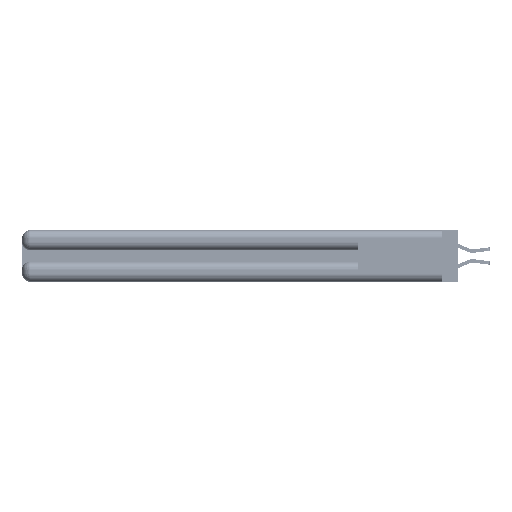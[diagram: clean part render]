
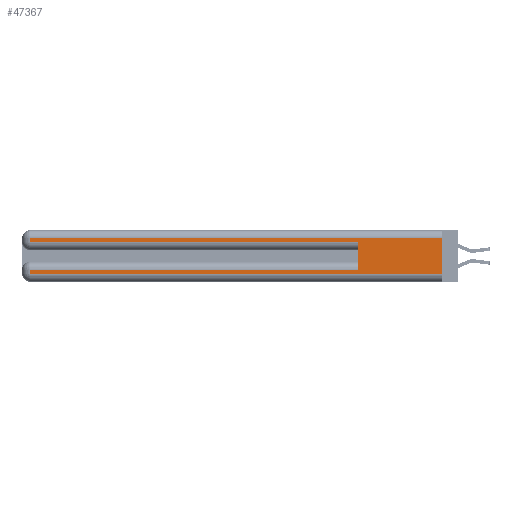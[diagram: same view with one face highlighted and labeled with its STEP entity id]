
A CAD part, left-side view. The second image highlights one B-rep face of the part: STEP entity #47367.
In plain terms, the highlighted planar face has unit normal (-1, 0, 0).
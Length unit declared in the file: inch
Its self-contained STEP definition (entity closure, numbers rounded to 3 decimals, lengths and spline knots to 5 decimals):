
#692 = VECTOR ( 'NONE', #35913, 39.37008 ) ;
#732 = EDGE_LOOP ( 'NONE', ( #50481, #8581, #38136, #45789, #27670, #10991, #14014, #44159 ) ) ;
#1098 = EDGE_CURVE ( 'NONE', #15336, #38834, #29612, .T. ) ;
#1110 = DIRECTION ( 'NONE',  ( 0., 0., -1. ) ) ;
#1238 = VERTEX_POINT ( 'NONE', #24970 ) ;
#2658 = VECTOR ( 'NONE', #41572, 39.37008 ) ;
#3660 = VERTEX_POINT ( 'NONE', #44328 ) ;
#3734 = AXIS2_PLACEMENT_3D ( 'NONE', #38016, #5878, #9725 ) ;
#5878 = DIRECTION ( 'NONE',  ( 1., 0., 0. ) ) ;
#8413 = LINE ( 'NONE', #25302, #18398 ) ;
#8581 = ORIENTED_EDGE ( 'NONE', *, *, #29034, .T. ) ;
#8779 = VERTEX_POINT ( 'NONE', #14554 ) ;
#9725 = DIRECTION ( 'NONE',  ( 0., 0., -1. ) ) ;
#10241 = PLANE ( 'NONE',  #3734 ) ;
#10657 = VECTOR ( 'NONE', #29128, 39.37008 ) ;
#10926 = VECTOR ( 'NONE', #49263, 39.37008 ) ;
#10991 = ORIENTED_EDGE ( 'NONE', *, *, #1098, .T. ) ;
#14014 = ORIENTED_EDGE ( 'NONE', *, *, #16158, .T. ) ;
#14197 = CARTESIAN_POINT ( 'NONE',  ( 0., 0.6, 0.285 ) ) ;
#14554 = CARTESIAN_POINT ( 'NONE',  ( 0., 2.94, 0.285 ) ) ;
#15171 = EDGE_CURVE ( 'NONE', #1238, #44053, #23207, .T. ) ;
#15336 = VERTEX_POINT ( 'NONE', #34926 ) ;
#16158 = EDGE_CURVE ( 'NONE', #38834, #1238, #34922, .T. ) ;
#16227 = CARTESIAN_POINT ( 'NONE',  ( 0., 0., 0.31 ) ) ;
#16456 = EDGE_CURVE ( 'NONE', #8779, #40981, #26864, .T. ) ;
#16521 = CARTESIAN_POINT ( 'NONE',  ( 0., 0.6, 0.145 ) ) ;
#17766 = FACE_OUTER_BOUND ( 'NONE', #732, .T. ) ;
#18398 = VECTOR ( 'NONE', #41450, 39.37008 ) ;
#18658 = VERTEX_POINT ( 'NONE', #31059 ) ;
#20595 = CARTESIAN_POINT ( 'NONE',  ( 0., 2.94, 0.085 ) ) ;
#20745 = DIRECTION ( 'NONE',  ( 0., 1., 0. ) ) ;
#23207 = LINE ( 'NONE', #25756, #2658 ) ;
#24970 = CARTESIAN_POINT ( 'NONE',  ( 0., 2.94, 0.06 ) ) ;
#25302 = CARTESIAN_POINT ( 'NONE',  ( 0., 2.94, 0.37 ) ) ;
#25311 = CARTESIAN_POINT ( 'NONE',  ( 0., 0., 0.37 ) ) ;
#25756 = CARTESIAN_POINT ( 'NONE',  ( 0., 0., 0.06 ) ) ;
#26864 = LINE ( 'NONE', #45491, #10657 ) ;
#27670 = ORIENTED_EDGE ( 'NONE', *, *, #47174, .F. ) ;
#29034 = EDGE_CURVE ( 'NONE', #3660, #18658, #44709, .T. ) ;
#29128 = DIRECTION ( 'NONE',  ( 0., -1., 0. ) ) ;
#29612 = LINE ( 'NONE', #30406, #50201 ) ;
#29767 = VECTOR ( 'NONE', #20745, 39.37008 ) ;
#30406 = CARTESIAN_POINT ( 'NONE',  ( 0., 0., 0.085 ) ) ;
#31059 = CARTESIAN_POINT ( 'NONE',  ( 0., 2.94, 0.31 ) ) ;
#34922 = LINE ( 'NONE', #39194, #692 ) ;
#34926 = CARTESIAN_POINT ( 'NONE',  ( 0., 0.6, 0.085 ) ) ;
#34954 = VECTOR ( 'NONE', #1110, 39.37008 ) ;
#35022 = EDGE_CURVE ( 'NONE', #18658, #8779, #8413, .T. ) ;
#35913 = DIRECTION ( 'NONE',  ( 0., 0., -1. ) ) ;
#37799 = DIRECTION ( 'NONE',  ( 0., 1., 0. ) ) ;
#38016 = CARTESIAN_POINT ( 'NONE',  ( 0., 0., 0.37 ) ) ;
#38136 = ORIENTED_EDGE ( 'NONE', *, *, #35022, .T. ) ;
#38834 = VERTEX_POINT ( 'NONE', #20595 ) ;
#39194 = CARTESIAN_POINT ( 'NONE',  ( 0., 2.94, 0.37 ) ) ;
#40129 = LINE ( 'NONE', #16521, #10926 ) ;
#40981 = VERTEX_POINT ( 'NONE', #14197 ) ;
#41358 = EDGE_CURVE ( 'NONE', #3660, #44053, #43035, .T. ) ;
#41450 = DIRECTION ( 'NONE',  ( 0., 0., -1. ) ) ;
#41572 = DIRECTION ( 'NONE',  ( 0., -1., 0. ) ) ;
#43035 = LINE ( 'NONE', #25311, #34954 ) ;
#44053 = VERTEX_POINT ( 'NONE', #45269 ) ;
#44159 = ORIENTED_EDGE ( 'NONE', *, *, #15171, .T. ) ;
#44328 = CARTESIAN_POINT ( 'NONE',  ( 0., 0., 0.31 ) ) ;
#44709 = LINE ( 'NONE', #16227, #29767 ) ;
#45269 = CARTESIAN_POINT ( 'NONE',  ( 0., 0., 0.06 ) ) ;
#45491 = CARTESIAN_POINT ( 'NONE',  ( 0., 0., 0.285 ) ) ;
#45789 = ORIENTED_EDGE ( 'NONE', *, *, #16456, .T. ) ;
#47174 = EDGE_CURVE ( 'NONE', #15336, #40981, #40129, .T. ) ;
#47367 = ADVANCED_FACE ( 'NONE', ( #17766 ), #10241, .F. ) ;
#49263 = DIRECTION ( 'NONE',  ( 0., 0., 1. ) ) ;
#50201 = VECTOR ( 'NONE', #37799, 39.37008 ) ;
#50481 = ORIENTED_EDGE ( 'NONE', *, *, #41358, .F. ) ;
